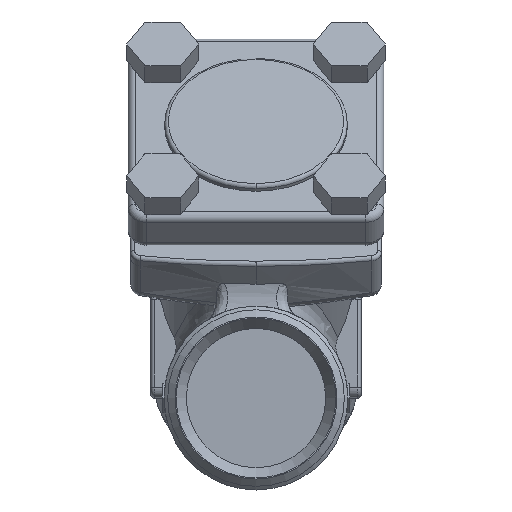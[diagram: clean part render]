
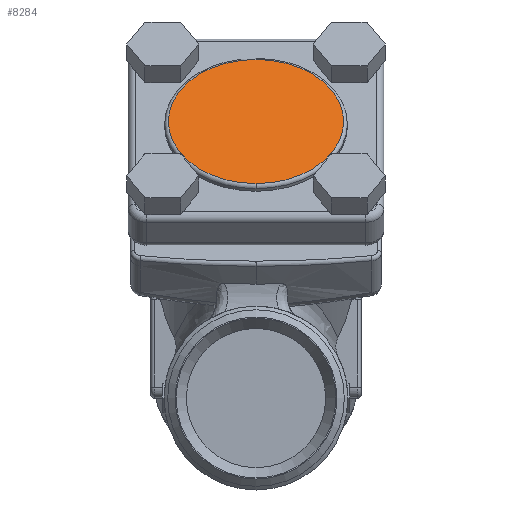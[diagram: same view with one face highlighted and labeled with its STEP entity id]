
A CAD part, left-side view. The second image highlights one B-rep face of the part: STEP entity #8284.
In plain terms, the highlighted planar face has unit normal (-0.707, 0, 0.707).
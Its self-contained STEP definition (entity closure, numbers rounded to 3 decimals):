
#8259=CARTESIAN_POINT('',(-39.16,-0.,75.66));
#8260=DIRECTION('',(-0.707,0.,0.707));
#8261=DIRECTION('',(-0.707,0.,-0.707));
#8262=AXIS2_PLACEMENT_3D('',#8259,#8260,#8261);
#8263=PLANE('',#8262);
#8264=CARTESIAN_POINT('',(-56.131,-0.,58.69));
#8265=VERTEX_POINT('',#8264);
#8266=CARTESIAN_POINT('',(-22.19,-0.,92.631));
#8267=VERTEX_POINT('',#8266);
#8268=CARTESIAN_POINT('',(-39.16,-0.,75.66));
#8269=DIRECTION('',(-0.707,0.,0.707));
#8270=DIRECTION('',(0.707,0.,0.707));
#8271=AXIS2_PLACEMENT_3D('',#8268,#8269,#8270);
#8272=CIRCLE('',#8271,24.);
#8273=EDGE_CURVE('',#8265,#8267,#8272,.T.);
#8274=ORIENTED_EDGE('',*,*,#8273,.T.);
#8275=CARTESIAN_POINT('',(-39.16,-0.,75.66));
#8276=DIRECTION('',(-0.707,0.,0.707));
#8277=DIRECTION('',(0.707,0.,0.707));
#8278=AXIS2_PLACEMENT_3D('',#8275,#8276,#8277);
#8279=CIRCLE('',#8278,24.);
#8280=EDGE_CURVE('',#8267,#8265,#8279,.T.);
#8281=ORIENTED_EDGE('',*,*,#8280,.T.);
#8282=EDGE_LOOP('',(#8274,#8281));
#8283=FACE_BOUND('',#8282,.T.);
#8284=ADVANCED_FACE('',(#8283),#8263,.T.);
